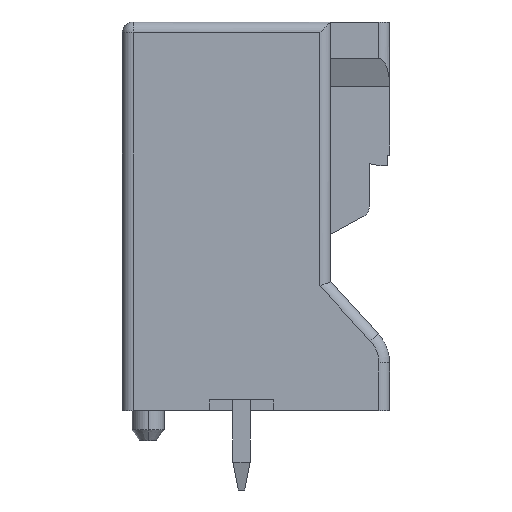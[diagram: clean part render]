
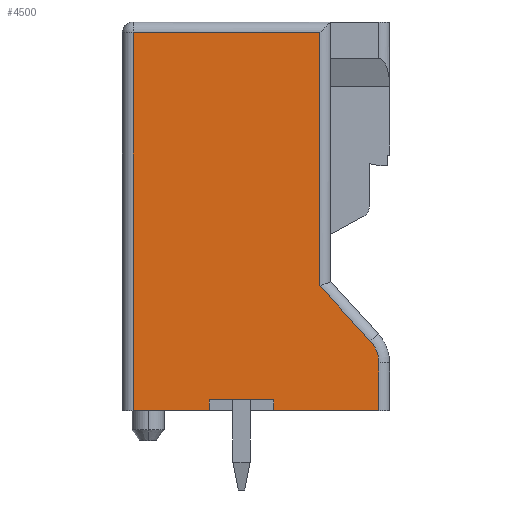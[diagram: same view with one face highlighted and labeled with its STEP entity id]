
A CAD part, left-side view. The second image highlights one B-rep face of the part: STEP entity #4500.
In plain terms, the highlighted planar face has unit normal (-1, 0, 0).
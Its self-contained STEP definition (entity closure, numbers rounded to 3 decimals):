
#1790 = VERTEX_POINT('',#1791);
#1791 = CARTESIAN_POINT('',(-12.568,-6.411,
    2.322));
#1808 = VERTEX_POINT('',#1809);
#1809 = CARTESIAN_POINT('',(-12.568,-6.017,
    3.336));
#1816 = EDGE_CURVE('',#1790,#1808,#1817,.T.);
#1817 = CIRCLE('',#1818,1.5);
#1818 = AXIS2_PLACEMENT_3D('',#1819,#1820,#1821);
#1819 = CARTESIAN_POINT('',(-12.568,-4.911,
    2.322));
#1820 = DIRECTION('',(-1.,0.,0.));
#1821 = DIRECTION('',(0.,-1.,-0.));
#4142 = EDGE_CURVE('',#4143,#1808,#4145,.T.);
#4143 = VERTEX_POINT('',#4144);
#4144 = CARTESIAN_POINT('',(-12.568,-3.661,
    5.906));
#4145 = LINE('',#4146,#4147);
#4146 = CARTESIAN_POINT('',(-12.568,-3.661,
    5.906));
#4147 = VECTOR('',#4148,1.);
#4148 = DIRECTION('',(0.,-0.676,-0.737
    ));
#4480 = VERTEX_POINT('',#4481);
#4481 = CARTESIAN_POINT('',(-12.568,-6.411,0.1));
#4490 = EDGE_CURVE('',#4480,#1790,#4491,.T.);
#4491 = LINE('',#4492,#4493);
#4492 = CARTESIAN_POINT('',(-12.568,-6.411,
    0.044));
#4493 = VECTOR('',#4494,1.);
#4494 = DIRECTION('',(0.,0.,1.));
#4500 = ADVANCED_FACE('',(#4501),#4568,.T.);
#4501 = FACE_BOUND('',#4502,.T.);
#4502 = EDGE_LOOP('',(#4503,#4511,#4519,#4527,#4535,#4543,#4551,#4559,
    #4565,#4566,#4567));
#4503 = ORIENTED_EDGE('',*,*,#4504,.F.);
#4504 = EDGE_CURVE('',#4505,#4143,#4507,.T.);
#4505 = VERTEX_POINT('',#4506);
#4506 = CARTESIAN_POINT('',(-12.568,-3.661,17.7));
#4507 = LINE('',#4508,#4509);
#4508 = CARTESIAN_POINT('',(-12.568,-3.661,
    18.507));
#4509 = VECTOR('',#4510,1.);
#4510 = DIRECTION('',(0.,0.,-1.));
#4511 = ORIENTED_EDGE('',*,*,#4512,.T.);
#4512 = EDGE_CURVE('',#4505,#4513,#4515,.T.);
#4513 = VERTEX_POINT('',#4514);
#4514 = CARTESIAN_POINT('',(-12.568,5.039,17.7));
#4515 = LINE('',#4516,#4517);
#4516 = CARTESIAN_POINT('',(-12.568,-4.391,17.7));
#4517 = VECTOR('',#4518,1.);
#4518 = DIRECTION('',(0.,1.,0.));
#4519 = ORIENTED_EDGE('',*,*,#4520,.F.);
#4520 = EDGE_CURVE('',#4521,#4513,#4523,.T.);
#4521 = VERTEX_POINT('',#4522);
#4522 = CARTESIAN_POINT('',(-12.568,5.039,0.1));
#4523 = LINE('',#4524,#4525);
#4524 = CARTESIAN_POINT('',(-12.568,5.039,-0.34));
#4525 = VECTOR('',#4526,1.);
#4526 = DIRECTION('',(0.,0.,1.));
#4527 = ORIENTED_EDGE('',*,*,#4528,.T.);
#4528 = EDGE_CURVE('',#4521,#4529,#4531,.T.);
#4529 = VERTEX_POINT('',#4530);
#4530 = CARTESIAN_POINT('',(-12.568,1.489,0.1));
#4531 = LINE('',#4532,#4533);
#4532 = CARTESIAN_POINT('',(-12.568,6.65,0.1));
#4533 = VECTOR('',#4534,1.);
#4534 = DIRECTION('',(0.,-1.,-0.));
#4535 = ORIENTED_EDGE('',*,*,#4536,.T.);
#4536 = EDGE_CURVE('',#4529,#4537,#4539,.T.);
#4537 = VERTEX_POINT('',#4538);
#4538 = CARTESIAN_POINT('',(-12.568,1.489,0.6));
#4539 = LINE('',#4540,#4541);
#4540 = CARTESIAN_POINT('',(-12.568,1.489,20.2));
#4541 = VECTOR('',#4542,1.);
#4542 = DIRECTION('',(0.,0.,1.));
#4543 = ORIENTED_EDGE('',*,*,#4544,.T.);
#4544 = EDGE_CURVE('',#4537,#4545,#4547,.T.);
#4545 = VERTEX_POINT('',#4546);
#4546 = CARTESIAN_POINT('',(-12.568,-1.511,0.6));
#4547 = LINE('',#4548,#4549);
#4548 = CARTESIAN_POINT('',(-12.568,6.65,0.6));
#4549 = VECTOR('',#4550,1.);
#4550 = DIRECTION('',(0.,-1.,-0.));
#4551 = ORIENTED_EDGE('',*,*,#4552,.T.);
#4552 = EDGE_CURVE('',#4545,#4553,#4555,.T.);
#4553 = VERTEX_POINT('',#4554);
#4554 = CARTESIAN_POINT('',(-12.568,-1.511,0.1));
#4555 = LINE('',#4556,#4557);
#4556 = CARTESIAN_POINT('',(-12.568,-1.511,20.2));
#4557 = VECTOR('',#4558,1.);
#4558 = DIRECTION('',(0.,0.,-1.));
#4559 = ORIENTED_EDGE('',*,*,#4560,.T.);
#4560 = EDGE_CURVE('',#4553,#4480,#4561,.T.);
#4561 = LINE('',#4562,#4563);
#4562 = CARTESIAN_POINT('',(-12.568,6.65,0.1));
#4563 = VECTOR('',#4564,1.);
#4564 = DIRECTION('',(0.,-1.,-0.));
#4565 = ORIENTED_EDGE('',*,*,#4490,.T.);
#4566 = ORIENTED_EDGE('',*,*,#1816,.T.);
#4567 = ORIENTED_EDGE('',*,*,#4142,.F.);
#4568 = PLANE('',#4569);
#4569 = AXIS2_PLACEMENT_3D('',#4570,#4571,#4572);
#4570 = CARTESIAN_POINT('',(-12.568,5.325,18.14)
  );
#4571 = DIRECTION('',(-1.,0.,0.));
#4572 = DIRECTION('',(0.,-1.,-0.));
